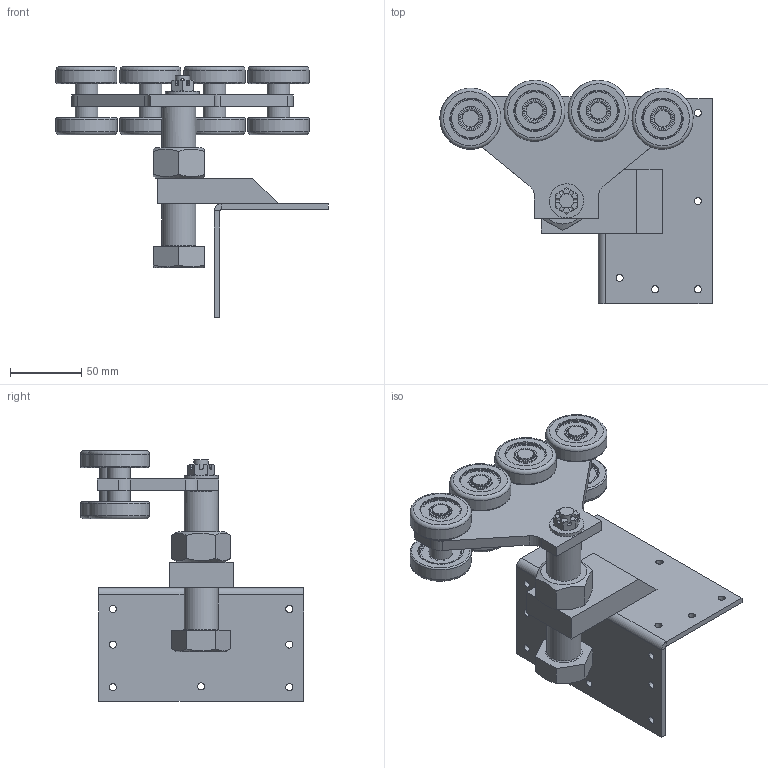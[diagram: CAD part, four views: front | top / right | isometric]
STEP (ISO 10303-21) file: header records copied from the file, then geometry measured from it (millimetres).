
FILE_DESCRIPTION(('STEP AP203'), '1');
FILE_NAME('ÐË002.05.00.000 Îïîðà ñ áîêîâûì êðåïëåíèåì ÌÈÊÐÎ (ÎÁ)', '2015-09-28T11:13:12', (''), (''), 'ASCON STEP Converter 1.3', 'ASCON Math Kernel', '');
FILE_SCHEMA(('CONFIG_CONTROL_DESIGN'));
Length unit declared in the file: millimetre
Products named in the file (1): 倓002.05.00.0004
Bounding box: 191.33 x 156.78 x 176.42 mm (x, y, z)
Volume: 401181 mm3; surface area: 150723.2 mm2
Topology: 1 solids, 26 shells, 428 faces, 863 edges, 548 vertices
Faces by surface type: plane 178, cylinder 156, torus 73, cone 20, bspline 1
Full cylindrical faces by diameter (mm): 2.5 x1, 5 x14, 10 x2, 12 x17, 13 x8, 13.5 x1, 16 x16, 17.4 x16, 24 x3, 26.6 x16, 28 x16, 29 x8, 32 x16, 43 x8
Entity records: 11821 total; most frequent: CARTESIAN_POINT 3353, DIRECTION 1841, ORIENTED_EDGE 1278, AXIS2_PLACEMENT_3D 847, EDGE_LOOP 793, EDGE_CURVE 639, VERTEX_POINT 548, ADVANCED_FACE 428
